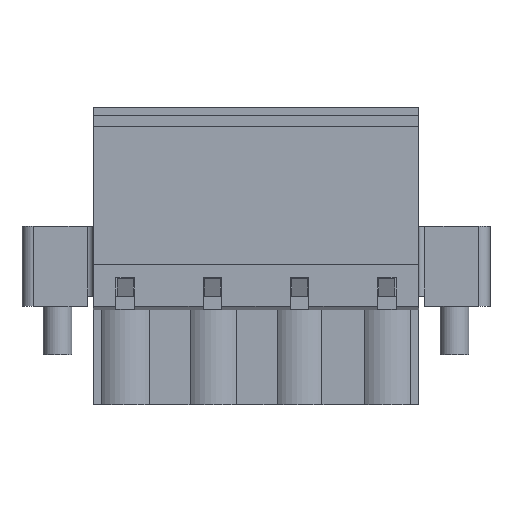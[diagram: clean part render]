
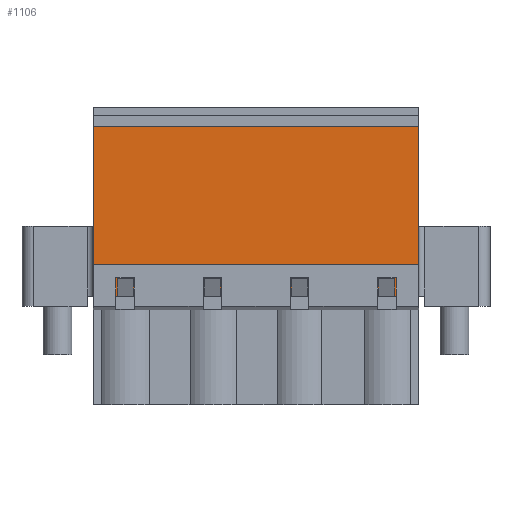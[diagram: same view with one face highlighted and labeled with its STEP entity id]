
A CAD part, front view. The second image highlights one B-rep face of the part: STEP entity #1106.
In plain terms, the highlighted planar face has unit normal (0, -1, 0).
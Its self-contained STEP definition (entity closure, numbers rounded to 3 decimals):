
#1106 = ADVANCED_FACE( '', ( #2472 ), #2473, .T. );
#2472 = FACE_OUTER_BOUND( '', #4218, .T. );
#2473 = PLANE( '', #4219 );
#4218 = EDGE_LOOP( '', ( #6941, #6942, #6943, #6944, #6945, #6946, #6947, #6948, #6949, #6950, #6951, #6952, #6953, #6954, #6955, #6956, #6957, #6958, #6959, #6960 ) );
#4219 = AXIS2_PLACEMENT_3D( '', #6961, #6962, #6963 );
#6941 = ORIENTED_EDGE( '', *, *, #11454, .T. );
#6942 = ORIENTED_EDGE( '', *, *, #11455, .T. );
#6943 = ORIENTED_EDGE( '', *, *, #11456, .F. );
#6944 = ORIENTED_EDGE( '', *, *, #11457, .T. );
#6945 = ORIENTED_EDGE( '', *, *, #11458, .F. );
#6946 = ORIENTED_EDGE( '', *, *, #11459, .F. );
#6947 = ORIENTED_EDGE( '', *, *, #11460, .F. );
#6948 = ORIENTED_EDGE( '', *, *, #10837, .T. );
#6949 = ORIENTED_EDGE( '', *, *, #11461, .T. );
#6950 = ORIENTED_EDGE( '', *, *, #11462, .F. );
#6951 = ORIENTED_EDGE( '', *, *, #11463, .F. );
#6952 = ORIENTED_EDGE( '', *, *, #11464, .F. );
#6953 = ORIENTED_EDGE( '', *, *, #11465, .T. );
#6954 = ORIENTED_EDGE( '', *, *, #10664, .T. );
#6955 = ORIENTED_EDGE( '', *, *, #11466, .F. );
#6956 = ORIENTED_EDGE( '', *, *, #11467, .F. );
#6957 = ORIENTED_EDGE( '', *, *, #11468, .T. );
#6958 = ORIENTED_EDGE( '', *, *, #11469, .T. );
#6959 = ORIENTED_EDGE( '', *, *, #11470, .F. );
#6960 = ORIENTED_EDGE( '', *, *, #11471, .F. );
#6961 = CARTESIAN_POINT( '', ( 28.46, 0., 0. ) );
#6962 = DIRECTION( '', ( 0., -1., 0. ) );
#6963 = DIRECTION( '', ( 0., 0., -1. ) );
#10664 = EDGE_CURVE( '', #12770, #12771, #12772, .T. );
#10837 = EDGE_CURVE( '', #13081, #13079, #13082, .T. );
#11454 = EDGE_CURVE( '', #14104, #14105, #14106, .T. );
#11455 = EDGE_CURVE( '', #14105, #14107, #14108, .T. );
#11456 = EDGE_CURVE( '', #14109, #14107, #14110, .T. );
#11457 = EDGE_CURVE( '', #14109, #14111, #14112, .T. );
#11458 = EDGE_CURVE( '', #14113, #14111, #14114, .T. );
#11459 = EDGE_CURVE( '', #14115, #14113, #14116, .T. );
#11460 = EDGE_CURVE( '', #13081, #14115, #14117, .T. );
#11461 = EDGE_CURVE( '', #13079, #14118, #14119, .T. );
#11462 = EDGE_CURVE( '', #14120, #14118, #14121, .T. );
#11463 = EDGE_CURVE( '', #13229, #14120, #14122, .T. );
#11464 = EDGE_CURVE( '', #14123, #13229, #14124, .T. );
#11465 = EDGE_CURVE( '', #14123, #12770, #14125, .T. );
#11466 = EDGE_CURVE( '', #14126, #12771, #14127, .T. );
#11467 = EDGE_CURVE( '', #14128, #14126, #14129, .T. );
#11468 = EDGE_CURVE( '', #14128, #14130, #14131, .T. );
#11469 = EDGE_CURVE( '', #14130, #14132, #14133, .T. );
#11470 = EDGE_CURVE( '', #14134, #14132, #14135, .T. );
#11471 = EDGE_CURVE( '', #14104, #14134, #14136, .T. );
#12770 = VERTEX_POINT( '', #15861 );
#12771 = VERTEX_POINT( '', #15862 );
#12772 = LINE( '', #15863, #15864 );
#13079 = VERTEX_POINT( '', #16300 );
#13081 = VERTEX_POINT( '', #16303 );
#13082 = LINE( '', #16304, #16305 );
#13229 = VERTEX_POINT( '', #16511 );
#14104 = VERTEX_POINT( '', #17785 );
#14105 = VERTEX_POINT( '', #17786 );
#14106 = LINE( '', #17787, #17788 );
#14107 = VERTEX_POINT( '', #17789 );
#14108 = LINE( '', #17790, #17791 );
#14109 = VERTEX_POINT( '', #17792 );
#14110 = LINE( '', #17793, #17794 );
#14111 = VERTEX_POINT( '', #17795 );
#14112 = LINE( '', #17796, #17797 );
#14113 = VERTEX_POINT( '', #17798 );
#14114 = LINE( '', #17799, #17800 );
#14115 = VERTEX_POINT( '', #17801 );
#14116 = LINE( '', #17802, #17803 );
#14117 = LINE( '', #17804, #17805 );
#14118 = VERTEX_POINT( '', #17806 );
#14119 = LINE( '', #17807, #17808 );
#14120 = VERTEX_POINT( '', #17809 );
#14121 = LINE( '', #17810, #17811 );
#14122 = LINE( '', #17812, #17813 );
#14123 = VERTEX_POINT( '', #17814 );
#14124 = LINE( '', #17815, #17816 );
#14125 = LINE( '', #17817, #17818 );
#14126 = VERTEX_POINT( '', #17819 );
#14127 = LINE( '', #17820, #17821 );
#14128 = VERTEX_POINT( '', #17822 );
#14129 = LINE( '', #17823, #17824 );
#14130 = VERTEX_POINT( '', #17825 );
#14131 = LINE( '', #17826, #17827 );
#14132 = VERTEX_POINT( '', #17828 );
#14133 = LINE( '', #17829, #17830 );
#14134 = VERTEX_POINT( '', #17831 );
#14135 = LINE( '', #17832, #17833 );
#14136 = LINE( '', #17834, #17835 );
#15861 = CARTESIAN_POINT( '', ( 3.5, 0., 2.4 ) );
#15862 = CARTESIAN_POINT( '', ( 3.5, 0., 0.9 ) );
#15863 = CARTESIAN_POINT( '', ( 3.5, 0., 2.4 ) );
#15864 = VECTOR( '', #20004, 1000. );
#16300 = CARTESIAN_POINT( '', ( 28.46, 0., 15.7 ) );
#16303 = CARTESIAN_POINT( '', ( 28.46, 0., 0.9 ) );
#16304 = CARTESIAN_POINT( '', ( 28.46, 0., 0. ) );
#16305 = VECTOR( '', #20177, 1000. );
#16511 = CARTESIAN_POINT( '', ( 2.1, 0., 0.9 ) );
#17785 = CARTESIAN_POINT( '', ( 17.34, 0., 2.4 ) );
#17786 = CARTESIAN_POINT( '', ( 18.74, 0., 2.4 ) );
#17787 = CARTESIAN_POINT( '', ( 17.34, 0., 2.4 ) );
#17788 = VECTOR( '', #20775, 1000. );
#17789 = CARTESIAN_POINT( '', ( 18.74, 0., 0.9 ) );
#17790 = CARTESIAN_POINT( '', ( 18.74, 0., 2.4 ) );
#17791 = VECTOR( '', #20776, 1000. );
#17792 = CARTESIAN_POINT( '', ( 24.96, 0., 0.9 ) );
#17793 = CARTESIAN_POINT( '', ( 28.96, 0., 0.9 ) );
#17794 = VECTOR( '', #20777, 1000. );
#17795 = CARTESIAN_POINT( '', ( 24.96, 0., 2.4 ) );
#17796 = CARTESIAN_POINT( '', ( 24.96, 0., 0.9 ) );
#17797 = VECTOR( '', #20778, 1000. );
#17798 = CARTESIAN_POINT( '', ( 26.36, 0., 2.4 ) );
#17799 = CARTESIAN_POINT( '', ( 26.36, 0., 2.4 ) );
#17800 = VECTOR( '', #20779, 1000. );
#17801 = CARTESIAN_POINT( '', ( 26.36, 0., 0.9 ) );
#17802 = CARTESIAN_POINT( '', ( 26.36, 0., 0.9 ) );
#17803 = VECTOR( '', #20780, 1000. );
#17804 = CARTESIAN_POINT( '', ( 28.96, 0., 0.9 ) );
#17805 = VECTOR( '', #20781, 1000. );
#17806 = CARTESIAN_POINT( '', ( 0., 0., 15.7 ) );
#17807 = CARTESIAN_POINT( '', ( 28.46, 0., 15.7 ) );
#17808 = VECTOR( '', #20782, 1000. );
#17809 = CARTESIAN_POINT( '', ( 0., 0., 0.9 ) );
#17810 = CARTESIAN_POINT( '', ( 0., 0., 0. ) );
#17811 = VECTOR( '', #20783, 1000. );
#17812 = CARTESIAN_POINT( '', ( 28.96, 0., 0.9 ) );
#17813 = VECTOR( '', #20784, 1000. );
#17814 = CARTESIAN_POINT( '', ( 2.1, 0., 2.4 ) );
#17815 = CARTESIAN_POINT( '', ( 2.1, 0., 2.4 ) );
#17816 = VECTOR( '', #20785, 1000. );
#17817 = CARTESIAN_POINT( '', ( 2.1, 0., 2.4 ) );
#17818 = VECTOR( '', #20786, 1000. );
#17819 = CARTESIAN_POINT( '', ( 9.72, 0., 0.9 ) );
#17820 = CARTESIAN_POINT( '', ( 28.96, 0., 0.9 ) );
#17821 = VECTOR( '', #20787, 1000. );
#17822 = CARTESIAN_POINT( '', ( 9.72, 0., 2.4 ) );
#17823 = CARTESIAN_POINT( '', ( 9.72, 0., 2.4 ) );
#17824 = VECTOR( '', #20788, 1000. );
#17825 = CARTESIAN_POINT( '', ( 11.12, 0., 2.4 ) );
#17826 = CARTESIAN_POINT( '', ( 9.72, 0., 2.4 ) );
#17827 = VECTOR( '', #20789, 1000. );
#17828 = CARTESIAN_POINT( '', ( 11.12, 0., 0.9 ) );
#17829 = CARTESIAN_POINT( '', ( 11.12, 0., 2.4 ) );
#17830 = VECTOR( '', #20790, 1000. );
#17831 = CARTESIAN_POINT( '', ( 17.34, 0., 0.9 ) );
#17832 = CARTESIAN_POINT( '', ( 28.96, 0., 0.9 ) );
#17833 = VECTOR( '', #20791, 1000. );
#17834 = CARTESIAN_POINT( '', ( 17.34, 0., 2.4 ) );
#17835 = VECTOR( '', #20792, 1000. );
#20004 = DIRECTION( '', ( 0., 0., -1. ) );
#20177 = DIRECTION( '', ( 0., 0., 1. ) );
#20775 = DIRECTION( '', ( 1., 0., 0. ) );
#20776 = DIRECTION( '', ( 0., 0., -1. ) );
#20777 = DIRECTION( '', ( -1., 0., 0. ) );
#20778 = DIRECTION( '', ( 0., 0., 1. ) );
#20779 = DIRECTION( '', ( -1., 0., 0. ) );
#20780 = DIRECTION( '', ( 0., 0., 1. ) );
#20781 = DIRECTION( '', ( -1., 0., 0. ) );
#20782 = DIRECTION( '', ( -1., 0., 0. ) );
#20783 = DIRECTION( '', ( 0., 0., 1. ) );
#20784 = DIRECTION( '', ( -1., 0., 0. ) );
#20785 = DIRECTION( '', ( 0., 0., -1. ) );
#20786 = DIRECTION( '', ( 1., 0., 0. ) );
#20787 = DIRECTION( '', ( -1., 0., 0. ) );
#20788 = DIRECTION( '', ( 0., 0., -1. ) );
#20789 = DIRECTION( '', ( 1., 0., 0. ) );
#20790 = DIRECTION( '', ( 0., 0., -1. ) );
#20791 = DIRECTION( '', ( -1., 0., 0. ) );
#20792 = DIRECTION( '', ( 0., 0., -1. ) );
